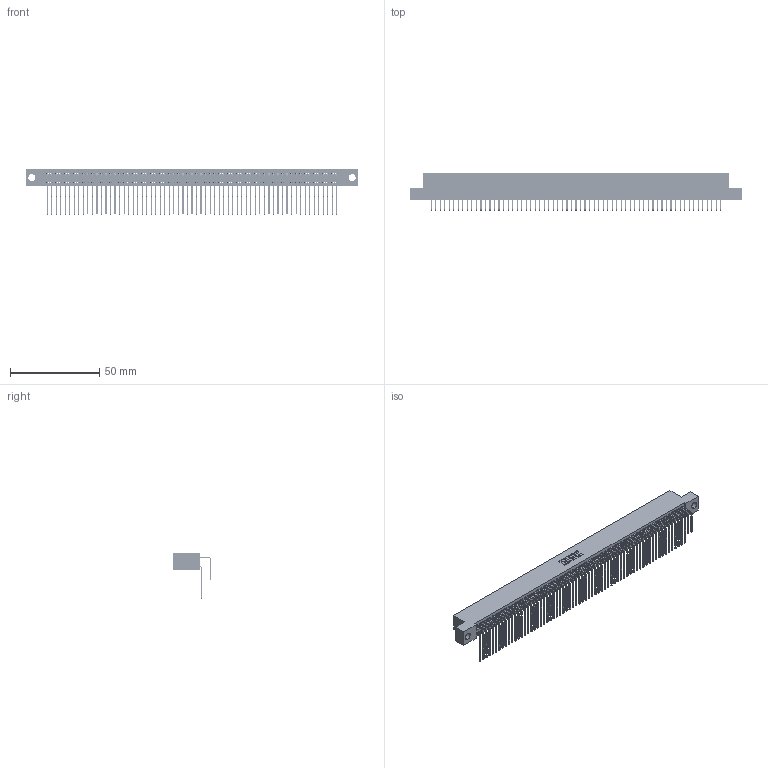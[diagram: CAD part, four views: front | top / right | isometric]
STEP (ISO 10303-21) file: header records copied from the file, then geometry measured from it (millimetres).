
FILE_DESCRIPTION (( 'STEP AP203' ), '1' );
FILE_NAME ('345-130-558-204.STEP', '2021-05-25T20:58:20', ( '' ), ( '' ), 'SwSTEP 2.0', 'SolidWorks 2020', '' );
FILE_SCHEMA (( 'CONFIG_CONTROL_DESIGN' ));
Length unit declared in the file: inch
Products named in the file (4): 345-130-558-204; 345-292-001_558 559 Tail - 1; 345 Part_Flush Mounting Lugs - 0.156 Dia-TI; 345-292-001_558 Tail - 2
Assembly tree (131 placements, depth 2):
  345-130-558-204
    345 Part_Flush Mounting Lugs - 0.156 Dia-TI
    345-292-001_558 559 Tail - 1  x65
    345-292-001_558 Tail - 2  x65
Bounding box: 186.31 x 21.83 x 25.53 mm (x, y, z)
Volume: 18955.7 mm3; surface area: 31843.2 mm2
Topology: 131 solids, 131 shells, 6900 faces, 20527 edges, 13510 vertices
Faces by surface type: plane 4644, cylinder 2256
Entity records: 49975 total; most frequent: CARTESIAN_POINT 8405, ORIENTED_EDGE 8286, DIRECTION 7355, EDGE_CURVE 4143, VECTOR 3711, LINE 3711, VERTEX_POINT 2758, AXIS2_PLACEMENT_3D 1822
